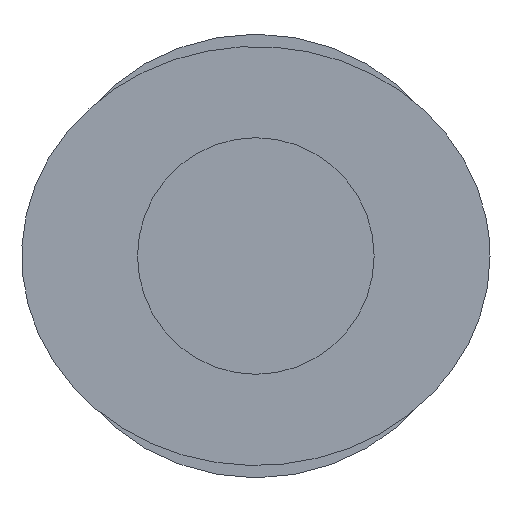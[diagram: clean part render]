
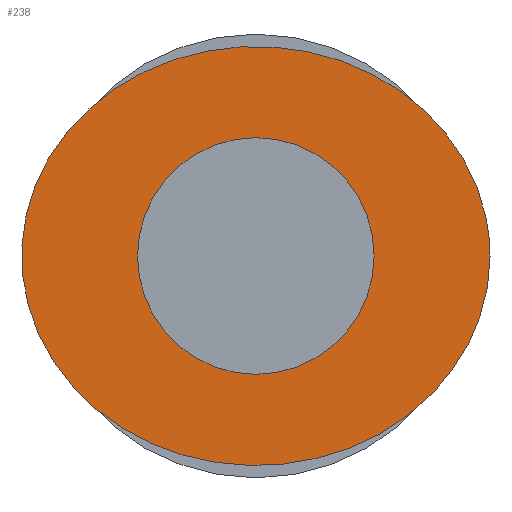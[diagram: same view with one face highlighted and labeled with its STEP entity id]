
A CAD part, front view. The second image highlights one B-rep face of the part: STEP entity #238.
In plain terms, the highlighted planar face has unit normal (0, -1, 0).
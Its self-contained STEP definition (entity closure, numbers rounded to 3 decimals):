
#22=ELLIPSE('',#286,9.5,8.5);
#34=PLANE('',#288);
#70=ORIENTED_EDGE('',*,*,#95,.T.);
#71=ORIENTED_EDGE('',*,*,#93,.F.);
#93=EDGE_CURVE('',#113,#113,#22,.T.);
#95=EDGE_CURVE('',#115,#115,#131,.T.);
#113=VERTEX_POINT('',#483);
#115=VERTEX_POINT('',#488);
#131=CIRCLE('',#289,4.8);
#166=EDGE_LOOP('',(#70));
#167=EDGE_LOOP('',(#71));
#206=FACE_BOUND('',#166,.T.);
#207=FACE_BOUND('',#167,.T.);
#238=ADVANCED_FACE('',(#206,#207),#34,.F.);
#286=AXIS2_PLACEMENT_3D('',#482,#358,#359);
#288=AXIS2_PLACEMENT_3D('',#486,#362,#363);
#289=AXIS2_PLACEMENT_3D('',#487,#364,#365);
#358=DIRECTION('',(0.,1.,0.));
#359=DIRECTION('',(1.,0.,0.));
#362=DIRECTION('',(0.,1.,0.));
#363=DIRECTION('',(0.,0.,1.));
#364=DIRECTION('',(0.,1.,0.));
#365=DIRECTION('',(1.,0.,0.));
#482=CARTESIAN_POINT('',(0.,-3.2,0.));
#483=CARTESIAN_POINT('',(9.5,-3.2,0.));
#486=CARTESIAN_POINT('',(0.,-3.2,0.));
#487=CARTESIAN_POINT('',(0.,-3.2,0.));
#488=CARTESIAN_POINT('',(4.8,-3.2,0.));
